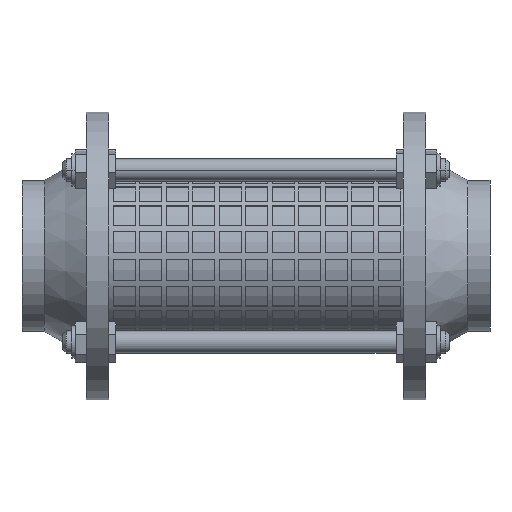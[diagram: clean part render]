
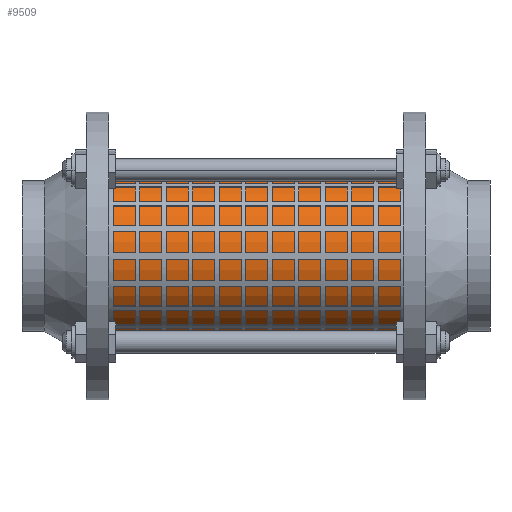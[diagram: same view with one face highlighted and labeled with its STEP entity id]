
A CAD part, front view. The second image highlights one B-rep face of the part: STEP entity #9509.
In plain terms, the highlighted cylindrical face has radius 21.8 mm (diameter 43.6 mm), a partial arc.
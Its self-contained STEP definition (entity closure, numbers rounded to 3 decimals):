
#389 = DIRECTION ( 'NONE',  ( -1., 0., 0. ) ) ;
#1602 = DIRECTION ( 'NONE',  ( 1., 0., 0. ) ) ;
#2118 = AXIS2_PLACEMENT_3D ( 'NONE', #10168, #1602, #23785 ) ;
#2716 = AXIS2_PLACEMENT_3D ( 'NONE', #13281, #24362, #10561 ) ;
#4087 = CARTESIAN_POINT ( 'NONE',  ( 42.5, 0., -21.8 ) ) ;
#4432 = CIRCLE ( 'NONE', #2118, 21.8 ) ;
#5306 = CYLINDRICAL_SURFACE ( 'NONE', #19277, 21.8 ) ;
#5617 = VERTEX_POINT ( 'NONE', #30470 ) ;
#8761 = CARTESIAN_POINT ( 'NONE',  ( 104.16, 0., -21.8 ) ) ;
#9509 = ADVANCED_FACE ( 'NONE', ( #13126 ), #5306, .T. ) ;
#9918 = LINE ( 'NONE', #15718, #27425 ) ;
#9974 = ORIENTED_EDGE ( 'NONE', *, *, #30980, .T. ) ;
#10168 = CARTESIAN_POINT ( 'NONE',  ( -42.5, 0., 0. ) ) ;
#10561 = DIRECTION ( 'NONE',  ( 0., 0., -1. ) ) ;
#10937 = DIRECTION ( 'NONE',  ( 0., 0., 1. ) ) ;
#12042 = LINE ( 'NONE', #8761, #25601 ) ;
#13126 = FACE_OUTER_BOUND ( 'NONE', #30828, .T. ) ;
#13281 = CARTESIAN_POINT ( 'NONE',  ( 42.5, 0., 0. ) ) ;
#13688 = CARTESIAN_POINT ( 'NONE',  ( -42.5, 0., -21.8 ) ) ;
#14199 = VERTEX_POINT ( 'NONE', #33121 ) ;
#14210 = ORIENTED_EDGE ( 'NONE', *, *, #19708, .F. ) ;
#15132 = VERTEX_POINT ( 'NONE', #4087 ) ;
#15718 = CARTESIAN_POINT ( 'NONE',  ( 104.16, 0., 21.8 ) ) ;
#16022 = DIRECTION ( 'NONE',  ( -1., 0., 0. ) ) ;
#18386 = CIRCLE ( 'NONE', #2716, 21.8 ) ;
#19277 = AXIS2_PLACEMENT_3D ( 'NONE', #32944, #16022, #10937 ) ;
#19708 = EDGE_CURVE ( 'NONE', #14199, #15132, #18386, .T. ) ;
#20988 = DIRECTION ( 'NONE',  ( -1., 0., 0. ) ) ;
#21012 = EDGE_CURVE ( 'NONE', #5617, #35008, #4432, .T. ) ;
#22712 = EDGE_CURVE ( 'NONE', #15132, #35008, #12042, .T. ) ;
#23785 = DIRECTION ( 'NONE',  ( 0., 0., -1. ) ) ;
#24330 = ORIENTED_EDGE ( 'NONE', *, *, #22712, .F. ) ;
#24362 = DIRECTION ( 'NONE',  ( 1., 0., 0. ) ) ;
#25601 = VECTOR ( 'NONE', #389, 1000. ) ;
#27425 = VECTOR ( 'NONE', #20988, 1000. ) ;
#30444 = ORIENTED_EDGE ( 'NONE', *, *, #21012, .T. ) ;
#30470 = CARTESIAN_POINT ( 'NONE',  ( -42.5, 0., 21.8 ) ) ;
#30828 = EDGE_LOOP ( 'NONE', ( #24330, #14210, #9974, #30444 ) ) ;
#30980 = EDGE_CURVE ( 'NONE', #14199, #5617, #9918, .T. ) ;
#32944 = CARTESIAN_POINT ( 'NONE',  ( 104.16, 0., 0. ) ) ;
#33121 = CARTESIAN_POINT ( 'NONE',  ( 42.5, 0., 21.8 ) ) ;
#35008 = VERTEX_POINT ( 'NONE', #13688 ) ;
